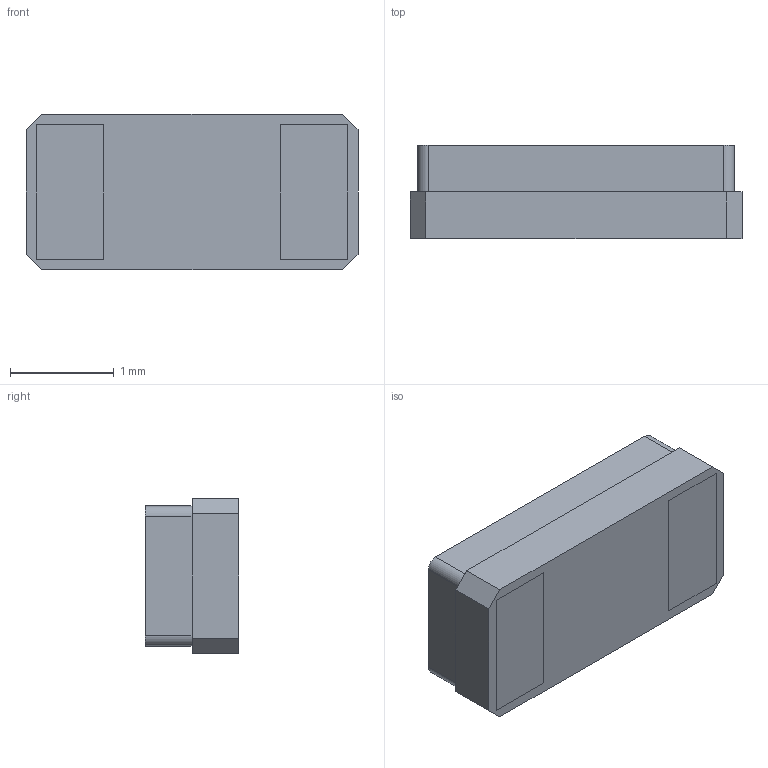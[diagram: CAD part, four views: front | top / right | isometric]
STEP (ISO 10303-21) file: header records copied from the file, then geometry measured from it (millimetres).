
FILE_DESCRIPTION (( 'STEP AP214' ), '1' );
FILE_NAME ('RT3215-32.768-12.5-TR.STEP', '2023-06-14T02:17:10', ( '' ), ( '' ), 'SwSTEP 2.0', 'SolidWorks 2021', '' );
FILE_SCHEMA (( 'AUTOMOTIVE_DESIGN' ));
Length unit declared in the file: millimetre
Products named in the file (1): RT3215-32.768-12.5-TR
Bounding box: 3.2 x 0.9 x 1.5 mm (x, y, z)
Volume: 4 mm3; surface area: 29.8 mm2
Topology: 4 solids, 4 shells, 42 faces, 96 edges, 64 vertices
Faces by surface type: plane 38, cylinder 4
Entity records: 1229 total; most frequent: CARTESIAN_POINT 203, ORIENTED_EDGE 192, DIRECTION 190, EDGE_CURVE 96, LINE 88, VECTOR 88, VERTEX_POINT 64, AXIS2_PLACEMENT_3D 51
